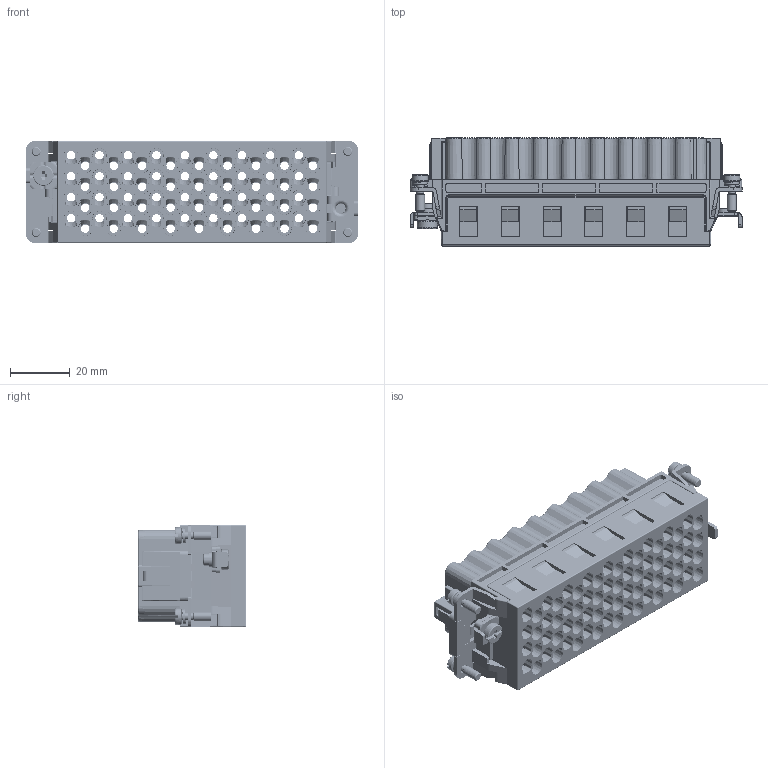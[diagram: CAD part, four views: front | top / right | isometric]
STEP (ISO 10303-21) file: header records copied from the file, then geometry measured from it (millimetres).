
FILE_DESCRIPTION((''),'2;1');
FILE_NAME('HEEE-072-FC_ASM_SW0001','2024-02-05T',('13001'),(''),'PRO/ENGINEER BY PARAMETRIC TECHNOLOGY CORPORATION, 2012480','PRO/ENGINEER BY PARAMETRIC TECHNOLOGY CORPORATION, 2012480','');
FILE_SCHEMA(('CONFIG_CONTROL_DESIGN'));
Products named in the file (1): HEEE-072-FC_ASM_SW0001
Bounding box: 110.8 x 36 x 34 mm (x, y, z)
Volume: 55303.7 mm3; surface area: 75079.5 mm2
Topology: 9 solids, 9 shells, 4735 faces, 13555 edges, 8905 vertices
Faces by surface type: plane 1679, cylinder 1520, cone 776, bspline 590, torus 152, sphere 18
Entity records: 201470 total; most frequent: CARTESIAN_POINT 84767, ORIENTED_EDGE 27074, DIRECTION 21296, EDGE_CURVE 13537, VERTEX_POINT 8905, AXIS2_PLACEMENT_3D 7926, VECTOR 5444, LINE 5444
